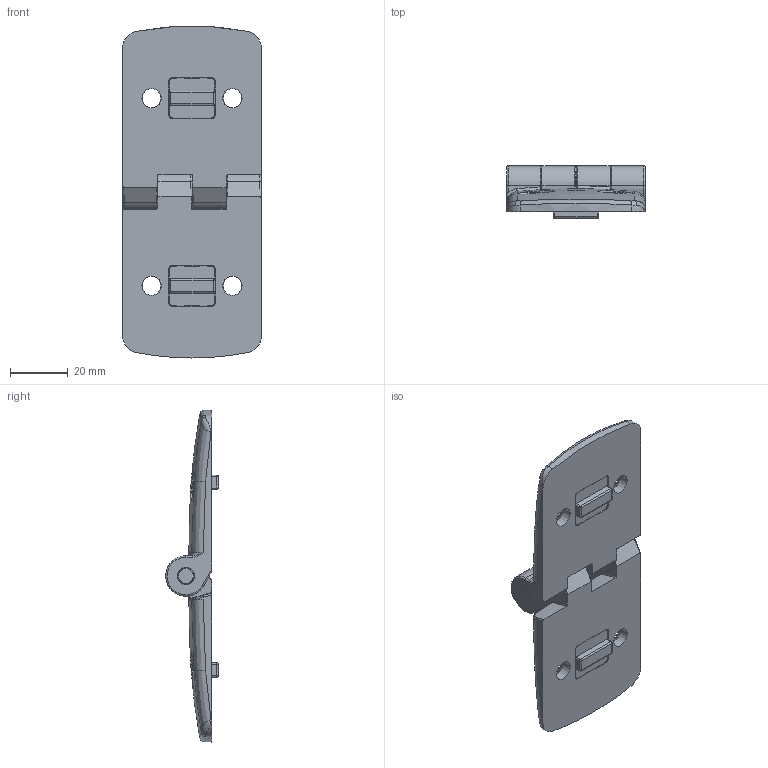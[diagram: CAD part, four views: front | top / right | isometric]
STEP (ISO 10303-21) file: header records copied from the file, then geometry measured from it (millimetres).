
FILE_DESCRIPTION (( 'STEP AP214' ), '1' );
FILE_NAME ('202535648.STEP', '2014-02-17T11:30:37', ( '' ), ( '' ), 'SwSTEP 2.0', 'SolidWorks 2014', '' );
FILE_SCHEMA (( 'AUTOMOTIVE_DESIGN' ));
Length unit declared in the file: millimetre
Products named in the file (1): 202535648
Bounding box: 48 x 18.2 x 115 mm (x, y, z)
Volume: 36589.1 mm3; surface area: 19916.6 mm2
Topology: 9 solids, 9 shells, 691 faces, 1715 edges, 1010 vertices
Faces by surface type: plane 266, cylinder 213, torus 71, bspline 70, cone 55, sphere 16
Entity records: 33029 total; most frequent: CARTESIAN_POINT 9716, ORIENTED_EDGE 3358, DIRECTION 3178, EDGE_CURVE 1679, AXIS2_PLACEMENT_3D 1214, VERTEX_POINT 1010, VECTOR 750, LINE 750
